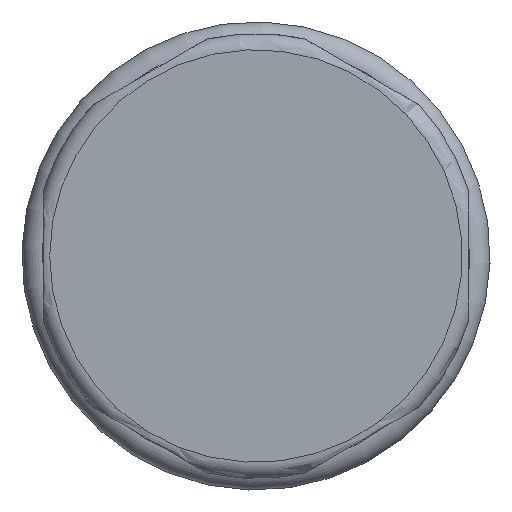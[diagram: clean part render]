
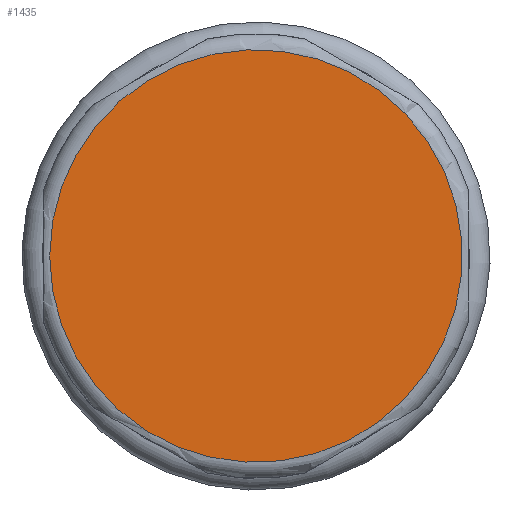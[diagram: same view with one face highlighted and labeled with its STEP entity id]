
A CAD part, left-side view. The second image highlights one B-rep face of the part: STEP entity #1435.
In plain terms, the highlighted planar face has unit normal (-1, 0, 0).
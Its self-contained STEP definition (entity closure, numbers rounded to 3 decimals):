
#1419=CARTESIAN_POINT('',(0.,8.75,0.0));
#1420=DIRECTION('',(-1.0,0.0,0.0));
#1421=DIRECTION('',(0.0,0.0,1.0));
#1422=AXIS2_PLACEMENT_3D('',#1419,#1420,#1421);
#1423=PLANE('',#1422);
#1424=CARTESIAN_POINT('',(0.,10.2,0.0));
#1425=VERTEX_POINT('',#1424);
#1426=CARTESIAN_POINT('',(0.,0.0,0.0));
#1427=DIRECTION('',(1.0,0.0,0.0));
#1428=DIRECTION('',(0.0,-1.0,0.0));
#1429=AXIS2_PLACEMENT_3D('',#1426,#1427,#1428);
#1430=CIRCLE('',#1429,10.2);
#1431=EDGE_CURVE('',#1425,#1425,#1430,.T.);
#1432=ORIENTED_EDGE('',*,*,#1431,.F.);
#1433=EDGE_LOOP('',(#1432));
#1434=FACE_OUTER_BOUND('',#1433,.T.);
#1435=ADVANCED_FACE('',(#1434),#1423,.T.);
